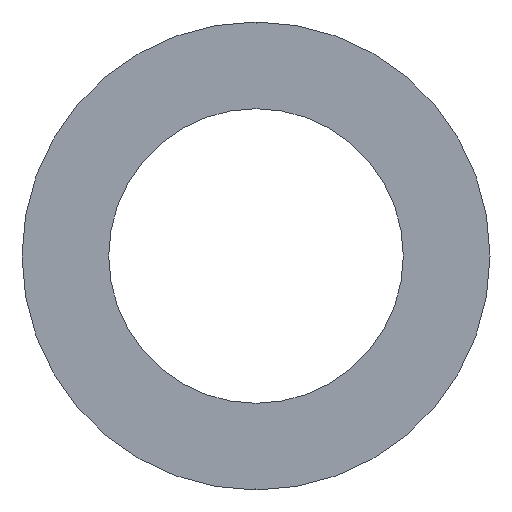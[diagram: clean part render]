
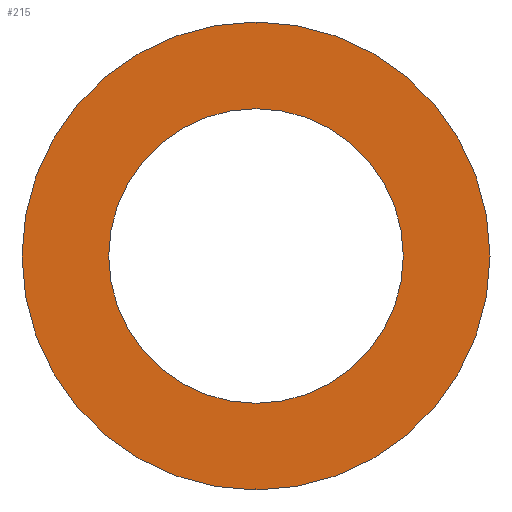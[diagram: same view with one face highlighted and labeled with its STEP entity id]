
A CAD part, top view. The second image highlights one B-rep face of the part: STEP entity #215.
In plain terms, the highlighted planar face has unit normal (0, 0, 1).
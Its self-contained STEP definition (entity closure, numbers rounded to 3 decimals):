
#97=CARTESIAN_POINT('Vertex',(0.,-17.145,12.7)) ;
#100=CARTESIAN_POINT('Axis2P3D Location',(0.,0.,12.7)) ;
#104=CARTESIAN_POINT('Vertex',(0.,17.145,12.7)) ;
#119=CARTESIAN_POINT('Axis2P3D Location',(0.,0.,12.7)) ;
#140=CARTESIAN_POINT('Vertex',(0.,-10.795,12.7)) ;
#156=CARTESIAN_POINT('Vertex',(0.,10.795,12.7)) ;
#159=CARTESIAN_POINT('Axis2P3D Location',(0.,0.,12.7)) ;
#176=CARTESIAN_POINT('Axis2P3D Location',(0.,0.,12.7)) ;
#202=CARTESIAN_POINT('Axis2P3D Location',(0.,10.795,12.7)) ;
#101=DIRECTION('Axis2P3D Direction',(0.,0.,1.)) ;
#120=DIRECTION('Axis2P3D Direction',(0.,0.,1.)) ;
#160=DIRECTION('Axis2P3D Direction',(0.,0.,-1.)) ;
#177=DIRECTION('Axis2P3D Direction',(0.,0.,-1.)) ;
#203=DIRECTION('Axis2P3D Direction',(0.,0.,1.)) ;
#204=DIRECTION('Axis2P3D XDirection',(1.,0.,0.)) ;
#102=AXIS2_PLACEMENT_3D('Circle Axis2P3D',#100,#101,$) ;
#121=AXIS2_PLACEMENT_3D('Circle Axis2P3D',#119,#120,$) ;
#161=AXIS2_PLACEMENT_3D('Circle Axis2P3D',#159,#160,$) ;
#178=AXIS2_PLACEMENT_3D('Circle Axis2P3D',#176,#177,$) ;
#205=AXIS2_PLACEMENT_3D('Plane Axis2P3D',#202,#203,#204) ;
#103=CIRCLE('generated circle',#102,17.145) ;
#122=CIRCLE('generated circle',#121,17.145) ;
#162=CIRCLE('generated circle',#161,10.795) ;
#179=CIRCLE('generated circle',#178,10.795) ;
#206=PLANE('',#205) ;
#214=FACE_BOUND('',#211,.T.) ;
#106=EDGE_CURVE('',#105,#98,#103,.T.) ;
#123=EDGE_CURVE('',#98,#105,#122,.T.) ;
#163=EDGE_CURVE('',#157,#141,#162,.F.) ;
#180=EDGE_CURVE('',#141,#157,#179,.F.) ;
#208=ORIENTED_EDGE('',*,*,#123,.T.) ;
#209=ORIENTED_EDGE('',*,*,#106,.T.) ;
#212=ORIENTED_EDGE('',*,*,#163,.F.) ;
#213=ORIENTED_EDGE('',*,*,#180,.F.) ;
#207=EDGE_LOOP('',(#208,#209)) ;
#211=EDGE_LOOP('',(#212,#213)) ;
#98=VERTEX_POINT('',#97) ;
#105=VERTEX_POINT('',#104) ;
#141=VERTEX_POINT('',#140) ;
#157=VERTEX_POINT('',#156) ;
#215=ADVANCED_FACE('PartBody',(#210,#214),#206,.T.) ;
#210=FACE_OUTER_BOUND('',#207,.T.) ;
